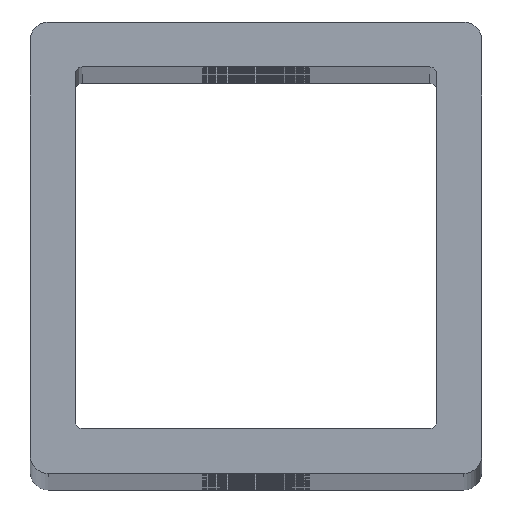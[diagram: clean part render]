
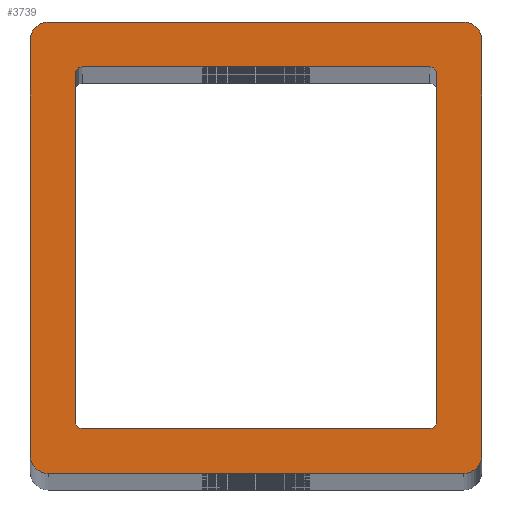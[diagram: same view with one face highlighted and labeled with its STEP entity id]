
A CAD part, top view. The second image highlights one B-rep face of the part: STEP entity #3739.
In plain terms, the highlighted planar face has unit normal (0, 0, 1).
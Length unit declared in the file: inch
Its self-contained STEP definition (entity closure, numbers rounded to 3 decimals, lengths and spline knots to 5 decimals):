
#168 = ORIENTED_EDGE ( 'NONE', *, *, #1010, .F. ) ;
#170 = DIRECTION ( 'NONE',  ( 1., 0., 0. ) ) ;
#231 = ORIENTED_EDGE ( 'NONE', *, *, #4459, .T. ) ;
#305 = EDGE_CURVE ( 'NONE', #860, #599, #6245, .T. ) ;
#317 = DIRECTION ( 'NONE',  ( 0., -1., 0. ) ) ;
#434 = CIRCLE ( 'NONE', #2769, 0.01 ) ;
#497 = CARTESIAN_POINT ( 'NONE',  ( 0.25246, -0.25246, 13.54339 ) ) ;
#528 = CARTESIAN_POINT ( 'NONE',  ( -0.31496, 0.28996, 13.54339 ) ) ;
#562 = VERTEX_POINT ( 'NONE', #7004 ) ;
#589 = DIRECTION ( 'NONE',  ( 0., 0., -1. ) ) ;
#599 = VERTEX_POINT ( 'NONE', #936 ) ;
#602 = CARTESIAN_POINT ( 'NONE',  ( -0.28996, 0.28996, 13.54339 ) ) ;
#743 = AXIS2_PLACEMENT_3D ( 'NONE', #6901, #2941, #7560 ) ;
#774 = EDGE_CURVE ( 'NONE', #5475, #1907, #2740, .T. ) ;
#819 = VERTEX_POINT ( 'NONE', #5878 ) ;
#835 = VECTOR ( 'NONE', #1342, 39.37008 ) ;
#860 = VERTEX_POINT ( 'NONE', #6374 ) ;
#867 = VECTOR ( 'NONE', #5035, 39.37008 ) ;
#936 = CARTESIAN_POINT ( 'NONE',  ( 0.28996, -0.31496, 13.54339 ) ) ;
#964 = EDGE_CURVE ( 'NONE', #4754, #1353, #6450, .T. ) ;
#1010 = EDGE_CURVE ( 'NONE', #562, #5253, #4288, .T. ) ;
#1034 = CARTESIAN_POINT ( 'NONE',  ( -0.24246, -0.24246, 13.54339 ) ) ;
#1077 = LINE ( 'NONE', #497, #867 ) ;
#1134 = DIRECTION ( 'NONE',  ( 1., 0., 0. ) ) ;
#1150 = ORIENTED_EDGE ( 'NONE', *, *, #774, .F. ) ;
#1238 = CARTESIAN_POINT ( 'NONE',  ( -0.31496, 0.31496, 13.54339 ) ) ;
#1241 = AXIS2_PLACEMENT_3D ( 'NONE', #602, #5151, #1258 ) ;
#1258 = DIRECTION ( 'NONE',  ( 1., 0., 0. ) ) ;
#1342 = DIRECTION ( 'NONE',  ( 1., 0., 0. ) ) ;
#1352 = CARTESIAN_POINT ( 'NONE',  ( 0.24246, 0.24246, 13.54339 ) ) ;
#1353 = VERTEX_POINT ( 'NONE', #2260 ) ;
#1401 = EDGE_CURVE ( 'NONE', #8118, #599, #1628, .T. ) ;
#1628 = CIRCLE ( 'NONE', #6801, 0.025 ) ;
#1667 = DIRECTION ( 'NONE',  ( 1., 0., 0. ) ) ;
#1673 = FACE_BOUND ( 'NONE', #4507, .T. ) ;
#1907 = VERTEX_POINT ( 'NONE', #2703 ) ;
#1925 = CIRCLE ( 'NONE', #1241, 0.025 ) ;
#1932 = CARTESIAN_POINT ( 'NONE',  ( 0.25246, -0.25246, 13.54339 ) ) ;
#1946 = CARTESIAN_POINT ( 'NONE',  ( 0.24246, -0.25246, 13.54339 ) ) ;
#1964 = CARTESIAN_POINT ( 'NONE',  ( -0.31496, -0.28996, 13.54339 ) ) ;
#1969 = EDGE_CURVE ( 'NONE', #2747, #6998, #4068, .T. ) ;
#2027 = EDGE_CURVE ( 'NONE', #819, #4223, #434, .T. ) ;
#2229 = CIRCLE ( 'NONE', #3500, 0.01 ) ;
#2238 = EDGE_CURVE ( 'NONE', #4311, #5253, #2229, .T. ) ;
#2260 = CARTESIAN_POINT ( 'NONE',  ( -0.24246, 0.25246, 13.54339 ) ) ;
#2332 = VECTOR ( 'NONE', #317, 39.37008 ) ;
#2409 = ORIENTED_EDGE ( 'NONE', *, *, #7515, .F. ) ;
#2593 = VECTOR ( 'NONE', #5612, 39.37008 ) ;
#2623 = ORIENTED_EDGE ( 'NONE', *, *, #5555, .F. ) ;
#2703 = CARTESIAN_POINT ( 'NONE',  ( 0.28996, 0.31496, 13.54339 ) ) ;
#2733 = VERTEX_POINT ( 'NONE', #7047 ) ;
#2740 = LINE ( 'NONE', #5131, #7801 ) ;
#2747 = VERTEX_POINT ( 'NONE', #528 ) ;
#2769 = AXIS2_PLACEMENT_3D ( 'NONE', #1352, #2844, #7833 ) ;
#2844 = DIRECTION ( 'NONE',  ( 0., 0., -1. ) ) ;
#2849 = ORIENTED_EDGE ( 'NONE', *, *, #6369, .F. ) ;
#2926 = CIRCLE ( 'NONE', #8333, 0.01 ) ;
#2941 = DIRECTION ( 'NONE',  ( 0., 0., 1. ) ) ;
#2962 = ORIENTED_EDGE ( 'NONE', *, *, #6213, .F. ) ;
#3011 = VECTOR ( 'NONE', #7756, 39.37008 ) ;
#3034 = ORIENTED_EDGE ( 'NONE', *, *, #2027, .T. ) ;
#3202 = CARTESIAN_POINT ( 'NONE',  ( -0.24246, 0.24246, 13.54339 ) ) ;
#3424 = ORIENTED_EDGE ( 'NONE', *, *, #1401, .F. ) ;
#3462 = DIRECTION ( 'NONE',  ( 1., 0., 0. ) ) ;
#3500 = AXIS2_PLACEMENT_3D ( 'NONE', #4472, #589, #5136 ) ;
#3690 = DIRECTION ( 'NONE',  ( 0., 0., -1. ) ) ;
#3739 = ADVANCED_FACE ( 'NONE', ( #8470, #1673 ), #5550, .T. ) ;
#3856 = EDGE_CURVE ( 'NONE', #4311, #4223, #1077, .T. ) ;
#3951 = DIRECTION ( 'NONE',  ( 0., 0., -1. ) ) ;
#4058 = DIRECTION ( 'NONE',  ( 0., 0., -1. ) ) ;
#4059 = CARTESIAN_POINT ( 'NONE',  ( 0.25246, -0.24246, 13.54339 ) ) ;
#4068 = LINE ( 'NONE', #1238, #2332 ) ;
#4127 = EDGE_CURVE ( 'NONE', #1907, #5826, #4565, .T. ) ;
#4223 = VERTEX_POINT ( 'NONE', #5288 ) ;
#4288 = LINE ( 'NONE', #1932, #835 ) ;
#4295 = CARTESIAN_POINT ( 'NONE',  ( -0.25246, -0.25246, 13.54339 ) ) ;
#4296 = ORIENTED_EDGE ( 'NONE', *, *, #6461, .F. ) ;
#4311 = VERTEX_POINT ( 'NONE', #4059 ) ;
#4459 = EDGE_CURVE ( 'NONE', #562, #2733, #2926, .T. ) ;
#4472 = CARTESIAN_POINT ( 'NONE',  ( 0.24246, -0.24246, 13.54339 ) ) ;
#4499 = VECTOR ( 'NONE', #1134, 39.37008 ) ;
#4507 = EDGE_LOOP ( 'NONE', ( #3034, #8242, #6891, #168, #231, #2623, #6595, #4296 ) ) ;
#4558 = CARTESIAN_POINT ( 'NONE',  ( -0.25246, 0.24246, 13.54339 ) ) ;
#4565 = CIRCLE ( 'NONE', #5383, 0.025 ) ;
#4660 = AXIS2_PLACEMENT_3D ( 'NONE', #7635, #3690, #8307 ) ;
#4749 = LINE ( 'NONE', #5737, #3011 ) ;
#4754 = VERTEX_POINT ( 'NONE', #4558 ) ;
#4849 = VECTOR ( 'NONE', #8391, 39.37008 ) ;
#4939 = ORIENTED_EDGE ( 'NONE', *, *, #4127, .F. ) ;
#5035 = DIRECTION ( 'NONE',  ( 0., 1., 0. ) ) ;
#5050 = LINE ( 'NONE', #5705, #4849 ) ;
#5131 = CARTESIAN_POINT ( 'NONE',  ( -0.31496, 0.31496, 13.54339 ) ) ;
#5136 = DIRECTION ( 'NONE',  ( 1., 0., 0. ) ) ;
#5151 = DIRECTION ( 'NONE',  ( 0., 0., -1. ) ) ;
#5253 = VERTEX_POINT ( 'NONE', #1946 ) ;
#5288 = CARTESIAN_POINT ( 'NONE',  ( 0.25246, 0.24246, 13.54339 ) ) ;
#5383 = AXIS2_PLACEMENT_3D ( 'NONE', #8018, #4058, #170 ) ;
#5430 = CARTESIAN_POINT ( 'NONE',  ( -0.28996, 0.31496, 13.54339 ) ) ;
#5462 = CIRCLE ( 'NONE', #4660, 0.025 ) ;
#5475 = VERTEX_POINT ( 'NONE', #5430 ) ;
#5550 = PLANE ( 'NONE',  #743 ) ;
#5555 = EDGE_CURVE ( 'NONE', #4754, #2733, #6077, .T. ) ;
#5569 = DIRECTION ( 'NONE',  ( 0., 0., -1. ) ) ;
#5612 = DIRECTION ( 'NONE',  ( 0., -1., 0. ) ) ;
#5705 = CARTESIAN_POINT ( 'NONE',  ( 0.25246, 0.25246, 13.54339 ) ) ;
#5737 = CARTESIAN_POINT ( 'NONE',  ( 0.31496, 0.31496, 13.54339 ) ) ;
#5826 = VERTEX_POINT ( 'NONE', #7984 ) ;
#5878 = CARTESIAN_POINT ( 'NONE',  ( 0.24246, 0.25246, 13.54339 ) ) ;
#6020 = DIRECTION ( 'NONE',  ( 0., 0., -1. ) ) ;
#6077 = LINE ( 'NONE', #4295, #2593 ) ;
#6213 = EDGE_CURVE ( 'NONE', #5826, #8118, #4749, .T. ) ;
#6235 = CARTESIAN_POINT ( 'NONE',  ( -0.31496, -0.31496, 13.54339 ) ) ;
#6245 = LINE ( 'NONE', #6235, #4499 ) ;
#6369 = EDGE_CURVE ( 'NONE', #860, #6998, #5462, .T. ) ;
#6374 = CARTESIAN_POINT ( 'NONE',  ( -0.28996, -0.31496, 13.54339 ) ) ;
#6450 = CIRCLE ( 'NONE', #8021, 0.01 ) ;
#6461 = EDGE_CURVE ( 'NONE', #819, #1353, #5050, .T. ) ;
#6504 = EDGE_LOOP ( 'NONE', ( #6522, #3424, #2962, #4939, #1150, #2409, #8431, #2849 ) ) ;
#6522 = ORIENTED_EDGE ( 'NONE', *, *, #305, .T. ) ;
#6595 = ORIENTED_EDGE ( 'NONE', *, *, #964, .T. ) ;
#6614 = DIRECTION ( 'NONE',  ( 1., 0., 0. ) ) ;
#6801 = AXIS2_PLACEMENT_3D ( 'NONE', #7975, #6020, #3462 ) ;
#6891 = ORIENTED_EDGE ( 'NONE', *, *, #2238, .T. ) ;
#6901 = CARTESIAN_POINT ( 'NONE',  ( -0.31496, 0.31496, 13.54339 ) ) ;
#6998 = VERTEX_POINT ( 'NONE', #1964 ) ;
#7004 = CARTESIAN_POINT ( 'NONE',  ( -0.24246, -0.25246, 13.54339 ) ) ;
#7047 = CARTESIAN_POINT ( 'NONE',  ( -0.25246, -0.24246, 13.54339 ) ) ;
#7144 = CARTESIAN_POINT ( 'NONE',  ( 0.31496, -0.28996, 13.54339 ) ) ;
#7515 = EDGE_CURVE ( 'NONE', #2747, #5475, #1925, .T. ) ;
#7560 = DIRECTION ( 'NONE',  ( 1., 0., 0. ) ) ;
#7598 = DIRECTION ( 'NONE',  ( 1., 0., 0. ) ) ;
#7635 = CARTESIAN_POINT ( 'NONE',  ( -0.28996, -0.28996, 13.54339 ) ) ;
#7756 = DIRECTION ( 'NONE',  ( 0., -1., 0. ) ) ;
#7801 = VECTOR ( 'NONE', #7598, 39.37008 ) ;
#7833 = DIRECTION ( 'NONE',  ( 1., 0., 0. ) ) ;
#7975 = CARTESIAN_POINT ( 'NONE',  ( 0.28996, -0.28996, 13.54339 ) ) ;
#7984 = CARTESIAN_POINT ( 'NONE',  ( 0.31496, 0.28996, 13.54339 ) ) ;
#8018 = CARTESIAN_POINT ( 'NONE',  ( 0.28996, 0.28996, 13.54339 ) ) ;
#8021 = AXIS2_PLACEMENT_3D ( 'NONE', #3202, #3951, #6614 ) ;
#8118 = VERTEX_POINT ( 'NONE', #7144 ) ;
#8242 = ORIENTED_EDGE ( 'NONE', *, *, #3856, .F. ) ;
#8307 = DIRECTION ( 'NONE',  ( 1., 0., 0. ) ) ;
#8333 = AXIS2_PLACEMENT_3D ( 'NONE', #1034, #5569, #1667 ) ;
#8391 = DIRECTION ( 'NONE',  ( -1., 0., 0. ) ) ;
#8431 = ORIENTED_EDGE ( 'NONE', *, *, #1969, .T. ) ;
#8470 = FACE_OUTER_BOUND ( 'NONE', #6504, .T. ) ;
